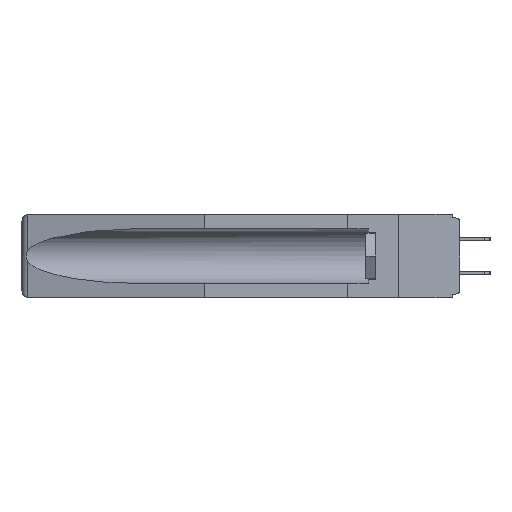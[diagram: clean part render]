
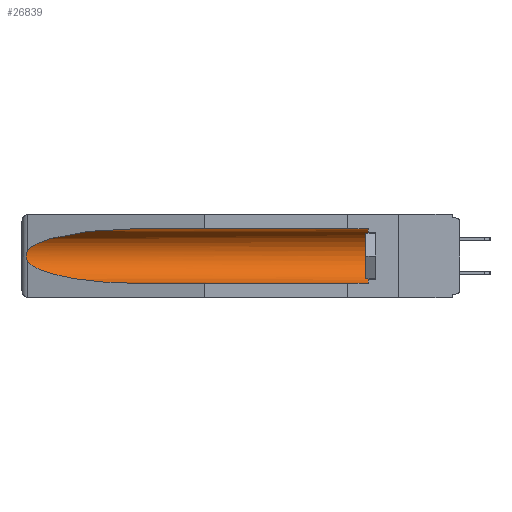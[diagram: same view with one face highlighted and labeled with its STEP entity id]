
A CAD part, left-side view. The second image highlights one B-rep face of the part: STEP entity #26839.
In plain terms, the highlighted cylindrical face has radius 2.857 mm (diameter 5.715 mm), a partial arc.
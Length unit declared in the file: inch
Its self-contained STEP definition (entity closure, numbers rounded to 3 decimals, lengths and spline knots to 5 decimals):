
#54 = VECTOR ( 'NONE', #14235, 39.37008 ) ;
#426 = EDGE_CURVE ( 'NONE', #13426, #13229, #5586, .T. ) ;
#699 = ORIENTED_EDGE ( 'NONE', *, *, #27671, .T. ) ;
#1450 = CARTESIAN_POINT ( 'NONE',  ( 0.26537, 1.52718, -0.14972 ) ) ;
#2833 = CARTESIAN_POINT ( 'NONE',  ( 0.26537, 1.52718, -0.19328 ) ) ;
#3595 = CARTESIAN_POINT ( 'NONE',  ( 0.26655, 1.53094, -0.18657 ) ) ;
#4062 = CARTESIAN_POINT ( 'NONE',  ( 0.26537, 1.52718, -0.14972 ) ) ;
#4187 = DIRECTION ( 'NONE',  ( 0., 1., 0. ) ) ;
#4195 = VERTEX_POINT ( 'NONE', #17492 ) ;
#5109 = CARTESIAN_POINT ( 'NONE',  ( 0.155, 0.126, -0.1715 ) ) ;
#5553 = CARTESIAN_POINT ( 'NONE',  ( 0.2675, 1.53308, -0.16763 ) ) ;
#5586 = B_SPLINE_CURVE_WITH_KNOTS ( 'NONE', 3,
 ( #7861, #27434, #9997, #16552, #5553, #23446, #16451, #3595, #23254, #23351 ),
 .UNSPECIFIED., .F., .F.,
 ( 4, 2, 2, 2, 4 ),
 ( 0., 0.00029, 0.00058, 0.00087, 0.00117 ),
 .UNSPECIFIED. ) ;
#5629 = EDGE_CURVE ( 'NONE', #8345, #13922, #21548, .T. ) ;
#5933 = LINE ( 'NONE', #14489, #54 ) ;
#6513 = ORIENTED_EDGE ( 'NONE', *, *, #5629, .T. ) ;
#7861 = CARTESIAN_POINT ( 'NONE',  ( 0.26537, 1.52718, -0.14972 ) ) ;
#8165 = EDGE_CURVE ( 'NONE', #8345, #15633, #11926, .T. ) ;
#8345 = VERTEX_POINT ( 'NONE', #13256 ) ;
#8904 = CARTESIAN_POINT ( 'NONE',  ( 0.21114, 1.30732, -0.059 ) ) ;
#9489 =( BOUNDED_CURVE ( )  B_SPLINE_CURVE ( 3, ( #18276, #22679, #24909, #11708 ),
 .UNSPECIFIED., .F., .F. ) 
 B_SPLINE_CURVE_WITH_KNOTS ( ( 4, 4 ),
 ( 0.1948, 1.5708 ),
 .UNSPECIFIED. ) 
 CURVE ( )  GEOMETRIC_REPRESENTATION_ITEM ( )  RATIONAL_B_SPLINE_CURVE ( ( 1., 0.848, 0.848, 1. ) ) 
 REPRESENTATION_ITEM ( '' )  );
#9997 = CARTESIAN_POINT ( 'NONE',  ( 0.26654, 1.53092, -0.15636 ) ) ;
#10653 = CARTESIAN_POINT ( 'NONE',  ( 0.155, -0.30754, -0.284 ) ) ;
#11708 = CARTESIAN_POINT ( 'NONE',  ( 0.155, 1.07973, -0.284 ) ) ;
#11881 = AXIS2_PLACEMENT_3D ( 'NONE', #5109, #15933, #16197 ) ;
#11926 = LINE ( 'NONE', #10653, #21236 ) ;
#12380 = AXIS2_PLACEMENT_3D ( 'NONE', #16481, #16305, #25049 ) ;
#13045 = CYLINDRICAL_SURFACE ( 'NONE', #12380, 0.1125 ) ;
#13065 = CARTESIAN_POINT ( 'NONE',  ( 0.155, 0.126, -0.059 ) ) ;
#13229 = VERTEX_POINT ( 'NONE', #2833 ) ;
#13256 = CARTESIAN_POINT ( 'NONE',  ( 0.155, 0.126, -0.284 ) ) ;
#13426 = VERTEX_POINT ( 'NONE', #1450 ) ;
#13922 = VERTEX_POINT ( 'NONE', #13065 ) ;
#14235 = DIRECTION ( 'NONE',  ( 0., 1., 0. ) ) ;
#14489 = CARTESIAN_POINT ( 'NONE',  ( 0.155, -0.30754, -0.059 ) ) ;
#14582 =( BOUNDED_CURVE ( )  B_SPLINE_CURVE ( 3, ( #21798, #8904, #19776, #4062 ),
 .UNSPECIFIED., .F., .F. ) 
 B_SPLINE_CURVE_WITH_KNOTS ( ( 4, 4 ),
 ( 4.71239, 6.08839 ),
 .UNSPECIFIED. ) 
 CURVE ( )  GEOMETRIC_REPRESENTATION_ITEM ( )  RATIONAL_B_SPLINE_CURVE ( ( 1., 0.848, 0.848, 1. ) ) 
 REPRESENTATION_ITEM ( '' )  );
#15633 = VERTEX_POINT ( 'NONE', #23770 ) ;
#15933 = DIRECTION ( 'NONE',  ( 0., -1., 0. ) ) ;
#16103 = EDGE_CURVE ( 'NONE', #4195, #13426, #14582, .T. ) ;
#16197 = DIRECTION ( 'NONE',  ( 0., 0., 1. ) ) ;
#16305 = DIRECTION ( 'NONE',  ( 0., 1., 0. ) ) ;
#16451 = CARTESIAN_POINT ( 'NONE',  ( 0.2673, 1.53269, -0.17917 ) ) ;
#16473 = EDGE_CURVE ( 'NONE', #13922, #4195, #5933, .T. ) ;
#16481 = CARTESIAN_POINT ( 'NONE',  ( 0.155, -0.30754, -0.1715 ) ) ;
#16552 = CARTESIAN_POINT ( 'NONE',  ( 0.2673, 1.5327, -0.16383 ) ) ;
#17492 = CARTESIAN_POINT ( 'NONE',  ( 0.155, 1.07973, -0.059 ) ) ;
#18276 = CARTESIAN_POINT ( 'NONE',  ( 0.26537, 1.52718, -0.19328 ) ) ;
#18381 = EDGE_LOOP ( 'NONE', ( #23262, #20579, #699, #22360, #6513, #24445 ) ) ;
#19776 = CARTESIAN_POINT ( 'NONE',  ( 0.25451, 1.48313, -0.09465 ) ) ;
#20579 = ORIENTED_EDGE ( 'NONE', *, *, #426, .T. ) ;
#21236 = VECTOR ( 'NONE', #4187, 39.37008 ) ;
#21548 = CIRCLE ( 'NONE', #11881, 0.1125 ) ;
#21798 = CARTESIAN_POINT ( 'NONE',  ( 0.155, 1.07973, -0.059 ) ) ;
#22360 = ORIENTED_EDGE ( 'NONE', *, *, #8165, .F. ) ;
#22679 = CARTESIAN_POINT ( 'NONE',  ( 0.25451, 1.48313, -0.24835 ) ) ;
#23254 = CARTESIAN_POINT ( 'NONE',  ( 0.26597, 1.5296, -0.19026 ) ) ;
#23262 = ORIENTED_EDGE ( 'NONE', *, *, #16103, .T. ) ;
#23350 = FACE_OUTER_BOUND ( 'NONE', #18381, .T. ) ;
#23351 = CARTESIAN_POINT ( 'NONE',  ( 0.26537, 1.52718, -0.19328 ) ) ;
#23446 = CARTESIAN_POINT ( 'NONE',  ( 0.2675, 1.53308, -0.17534 ) ) ;
#23770 = CARTESIAN_POINT ( 'NONE',  ( 0.155, 1.07973, -0.284 ) ) ;
#24445 = ORIENTED_EDGE ( 'NONE', *, *, #16473, .T. ) ;
#24909 = CARTESIAN_POINT ( 'NONE',  ( 0.21114, 1.30732, -0.284 ) ) ;
#25049 = DIRECTION ( 'NONE',  ( 0., 0., 1. ) ) ;
#26839 = ADVANCED_FACE ( 'NONE', ( #23350 ), #13045, .F. ) ;
#27434 = CARTESIAN_POINT ( 'NONE',  ( 0.26597, 1.52961, -0.15275 ) ) ;
#27671 = EDGE_CURVE ( 'NONE', #13229, #15633, #9489, .T. ) ;
